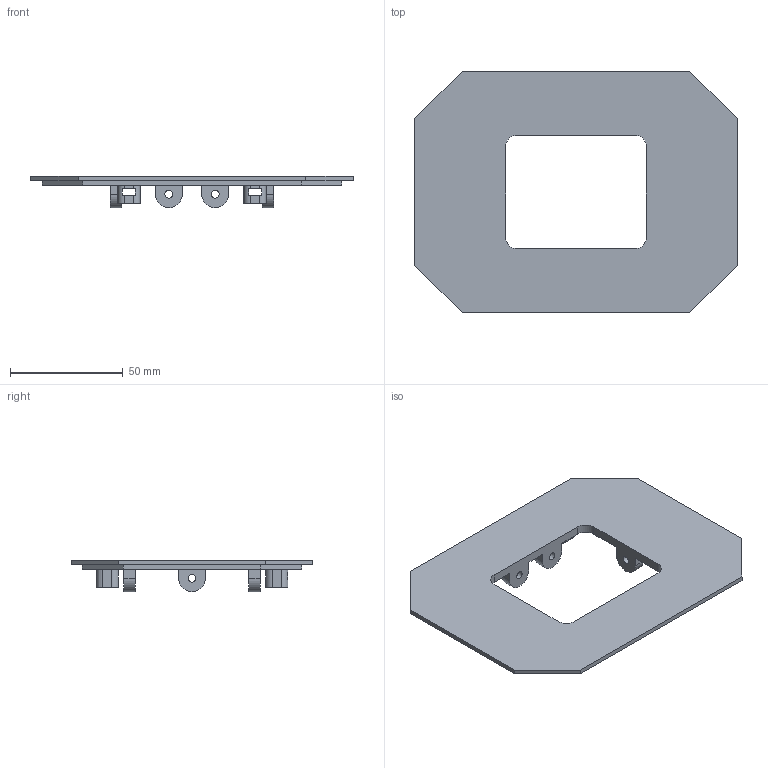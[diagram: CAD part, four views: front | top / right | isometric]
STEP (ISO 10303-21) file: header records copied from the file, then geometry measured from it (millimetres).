
FILE_DESCRIPTION( ( '' ), ' ' );
FILE_NAME( '5e581a8cf6024b13c78e35e7.step', '2020-02-27T19:37:49', ( '' ), ( '' ), ' ', ' ', ' ' );
FILE_SCHEMA( ( 'AUTOMOTIVE_DESIGN { 1 0 10303 214 1 1 1 1 }' ) );
Length unit declared in the file: metre
Products named in the file (1): Part 4
Bounding box: 143.2 x 107.4 x 14.04 mm (x, y, z)
Volume: 45694.4 mm3; surface area: 29117.9 mm2
Topology: 1 solids, 1 shells, 133 faces, 395 edges, 265 vertices
Faces by surface type: plane 89, cylinder 40, cone 4
Full cylindrical faces by diameter (mm): 3.4 x14
Entity records: 5454 total; most frequent: CARTESIAN_POINT 758, DIRECTION 752, ORIENTED_EDGE 736, EDGE_CURVE 368, VERTEX_POINT 256, LINE 252, VECTOR 252, AXIS2_PLACEMENT_3D 250
